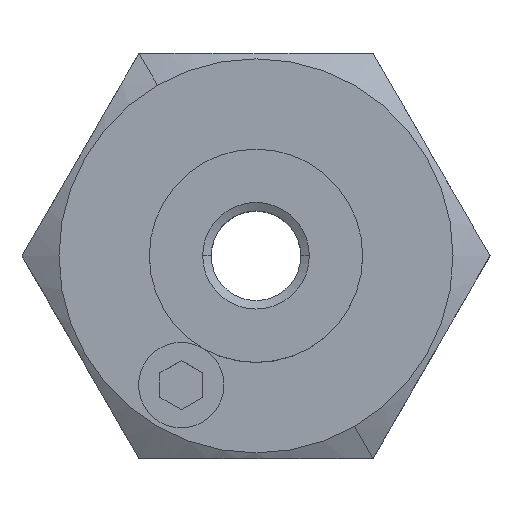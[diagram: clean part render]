
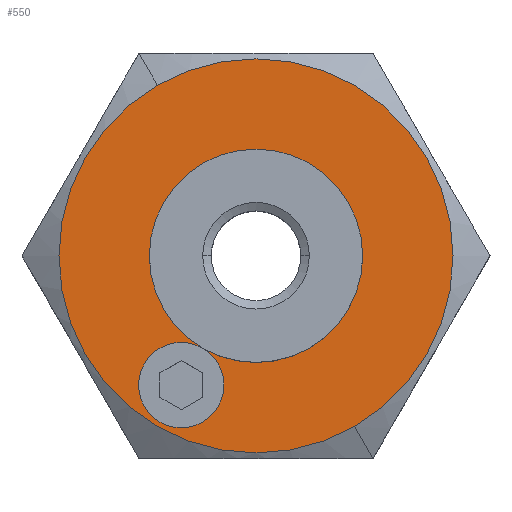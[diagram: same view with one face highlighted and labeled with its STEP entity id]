
A CAD part, top view. The second image highlights one B-rep face of the part: STEP entity #550.
In plain terms, the highlighted planar face has unit normal (0, 0, 1).
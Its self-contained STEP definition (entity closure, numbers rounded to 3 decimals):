
#10=CARTESIAN_POINT('',(-9.537,-9.537,-3.5));
#20=DIRECTION('',(0.,0.,1.));
#30=DIRECTION('',(1.,0.,0.));
#40=AXIS2_PLACEMENT_3D('',#10,#20,#30);
#50=PLANE('',#40);
#60=CARTESIAN_POINT('',(0.,0.,-3.5)
);
#70=DIRECTION('',(0.,0.,-1.));
#80=DIRECTION('',(-1.,0.,0.));
#90=AXIS2_PLACEMENT_3D('',#60,#70,#80);
#100=CIRCLE('',#90,5.);
#110=CARTESIAN_POINT('',(-5.,0.,-3.5));
#120=VERTEX_POINT('',#110);
#130=CARTESIAN_POINT('',(5.,0.,-3.5));
#140=VERTEX_POINT('',#130);
#150=EDGE_CURVE('',#120,#140,#100,.T.);
#160=ORIENTED_EDGE('',*,*,#150,.T.);
#170=CARTESIAN_POINT('',(-2.503,-4.329,-3.5));
#180=VERTEX_POINT('',#170);
#190=EDGE_CURVE('',#180,#120,#100,.T.);
#200=ORIENTED_EDGE('',*,*,#190,.T.);
#210=CARTESIAN_POINT('',(-3.504,-6.06,-3.5));
#220=DIRECTION('',(0.,0.,1.));
#230=DIRECTION('',(1.,0.,0.));
#240=AXIS2_PLACEMENT_3D('',#210,#220,#230);
#250=CIRCLE('',#240,2.);
#260=CARTESIAN_POINT('',(-5.504,-6.06,-3.5));
#270=VERTEX_POINT('',#260);
#280=EDGE_CURVE('',#180,#270,#250,.T.);
#290=ORIENTED_EDGE('',*,*,#280,.F.);
#300=CARTESIAN_POINT('',(-1.504,-6.06,-3.5));
#310=VERTEX_POINT('',#300);
#320=EDGE_CURVE('',#270,#310,#250,.T.);
#330=ORIENTED_EDGE('',*,*,#320,.F.);
#340=EDGE_CURVE('',#310,#180,#250,.T.);
#350=ORIENTED_EDGE('',*,*,#340,.F.);
#360=EDGE_CURVE('',#140,#180,#100,.T.);
#370=ORIENTED_EDGE('',*,*,#360,.T.);
#380=EDGE_LOOP('',(#370,#350,#330,#290,#200,#160));
#390=FACE_BOUND('',#380,.T.);
#400=CARTESIAN_POINT('',(0.,0.,-3.5
));
#410=DIRECTION('',(0.,0.,-1.));
#420=DIRECTION('',(0.5,-0.866,0.));
#430=AXIS2_PLACEMENT_3D('',#400,#410,#420);
#440=CIRCLE('',#430,9.238);
#450=CARTESIAN_POINT('',(4.619,-8.,-3.5));
#460=VERTEX_POINT('',#450);
#470=CARTESIAN_POINT('',(-4.619,8.,-3.5));
#480=VERTEX_POINT('',#470);
#490=EDGE_CURVE('',#460,#480,#440,.T.);
#500=ORIENTED_EDGE('',*,*,#490,.F.);
#510=EDGE_CURVE('',#480,#460,#440,.T.);
#520=ORIENTED_EDGE('',*,*,#510,.F.);
#530=EDGE_LOOP('',(#520,#500));
#540=FACE_OUTER_BOUND('',#530,.T.);
#550=ADVANCED_FACE('',(#390,#540),#50,.T.);
